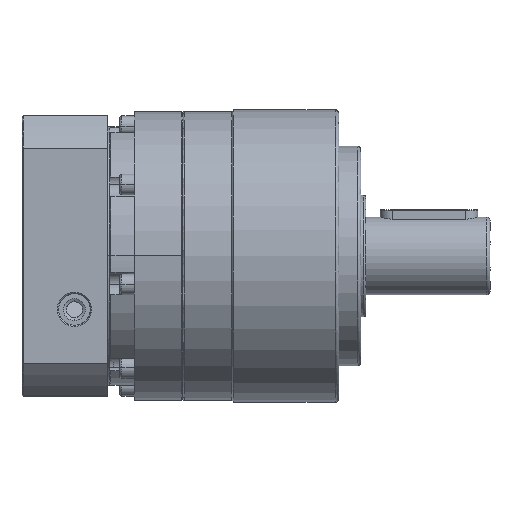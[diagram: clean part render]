
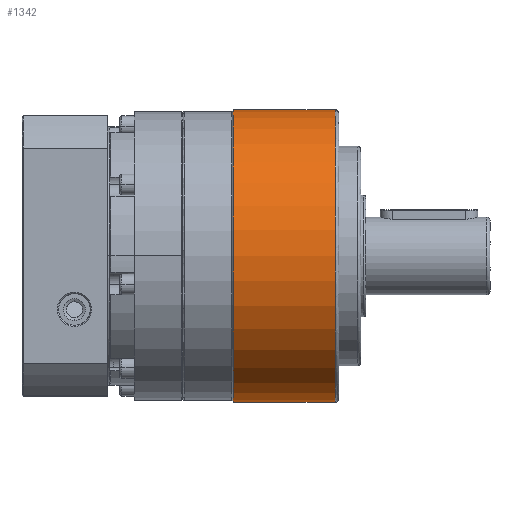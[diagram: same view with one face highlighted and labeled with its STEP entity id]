
A CAD part, top view. The second image highlights one B-rep face of the part: STEP entity #1342.
In plain terms, the highlighted cylindrical face has radius 60 mm (diameter 120 mm), a partial arc.
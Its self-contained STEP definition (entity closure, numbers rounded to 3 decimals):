
#182 = CARTESIAN_POINT ( 'NONE',  ( 0., 0., 0. ) ) ;
#417 = VECTOR ( 'NONE', #5849, 1000. ) ;
#654 = VERTEX_POINT ( 'NONE', #7359 ) ;
#1342 = ADVANCED_FACE ( 'NONE', ( #6432 ), #5799, .T. ) ;
#2009 = EDGE_CURVE ( 'NONE', #22059, #654, #18734, .T. ) ;
#2799 = VECTOR ( 'NONE', #5582, 1000. ) ;
#3529 = CARTESIAN_POINT ( 'NONE',  ( 0., 0., 20.75 ) ) ;
#3791 = AXIS2_PLACEMENT_3D ( 'NONE', #17221, #6717, #18994 ) ;
#3845 = DIRECTION ( 'NONE',  ( 0., 0., 1. ) ) ;
#3942 = DIRECTION ( 'NONE',  ( 1., 0., 0. ) ) ;
#4934 = LINE ( 'NONE', #18442, #417 ) ;
#5311 = CARTESIAN_POINT ( 'NONE',  ( 60., 0., 0. ) ) ;
#5582 = DIRECTION ( 'NONE',  ( 0., 0., 1. ) ) ;
#5799 = CYLINDRICAL_SURFACE ( 'NONE', #20771, 60. ) ;
#5849 = DIRECTION ( 'NONE',  ( 0., 0., 1. ) ) ;
#6432 = FACE_OUTER_BOUND ( 'NONE', #19597, .T. ) ;
#6671 = CIRCLE ( 'NONE', #3791, 60. ) ;
#6717 = DIRECTION ( 'NONE',  ( 0., 0., -1. ) ) ;
#7359 = CARTESIAN_POINT ( 'NONE',  ( 60., 0., 20.75 ) ) ;
#8027 = EDGE_CURVE ( 'NONE', #22059, #9904, #4934, .T. ) ;
#8066 = EDGE_CURVE ( 'NONE', #654, #9450, #16699, .T. ) ;
#9450 = VERTEX_POINT ( 'NONE', #15399 ) ;
#9904 = VERTEX_POINT ( 'NONE', #18907 ) ;
#10919 = AXIS2_PLACEMENT_3D ( 'NONE', #3529, #3845, #3942 ) ;
#11415 = ORIENTED_EDGE ( 'NONE', *, *, #2009, .T. ) ;
#13081 = EDGE_CURVE ( 'NONE', #9450, #9904, #6671, .T. ) ;
#13635 = ORIENTED_EDGE ( 'NONE', *, *, #8066, .T. ) ;
#13747 = ORIENTED_EDGE ( 'NONE', *, *, #13081, .T. ) ;
#15399 = CARTESIAN_POINT ( 'NONE',  ( 60., 0., 62.5 ) ) ;
#16699 = LINE ( 'NONE', #5311, #2799 ) ;
#17221 = CARTESIAN_POINT ( 'NONE',  ( 0., 0., 62.5 ) ) ;
#18442 = CARTESIAN_POINT ( 'NONE',  ( -60., 0., 0. ) ) ;
#18734 = CIRCLE ( 'NONE', #10919, 60. ) ;
#18907 = CARTESIAN_POINT ( 'NONE',  ( -60., 0., 62.5 ) ) ;
#18994 = DIRECTION ( 'NONE',  ( 1., 0., 0. ) ) ;
#19597 = EDGE_LOOP ( 'NONE', ( #21462, #11415, #13635, #13747 ) ) ;
#20771 = AXIS2_PLACEMENT_3D ( 'NONE', #182, #22332, #22316 ) ;
#21462 = ORIENTED_EDGE ( 'NONE', *, *, #8027, .F. ) ;
#21923 = CARTESIAN_POINT ( 'NONE',  ( -60., 0., 20.75 ) ) ;
#22059 = VERTEX_POINT ( 'NONE', #21923 ) ;
#22316 = DIRECTION ( 'NONE',  ( 1., 0., 0. ) ) ;
#22332 = DIRECTION ( 'NONE',  ( 0., 0., 1. ) ) ;
